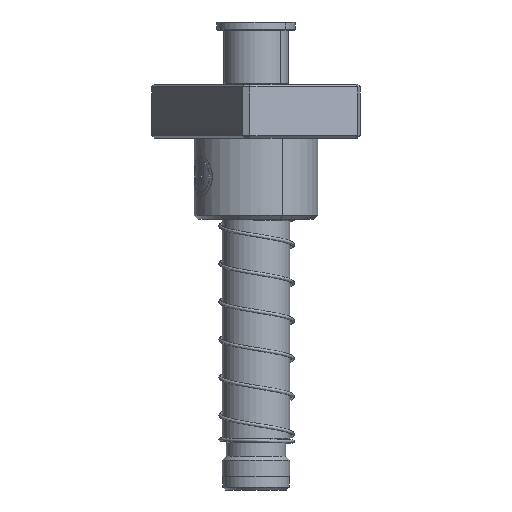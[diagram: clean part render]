
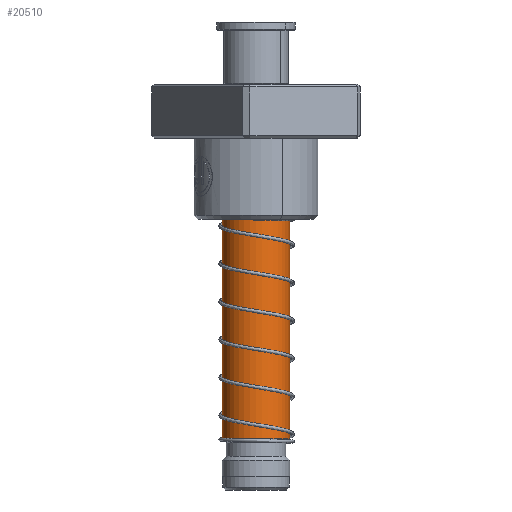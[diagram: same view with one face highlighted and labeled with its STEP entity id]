
A CAD part, front view. The second image highlights one B-rep face of the part: STEP entity #20510.
In plain terms, the highlighted cylindrical face has radius 12.5 mm (diameter 25 mm), a partial arc.
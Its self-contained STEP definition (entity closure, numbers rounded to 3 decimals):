
#2926 = ORIENTED_EDGE ( 'NONE', *, *, #27862, .T. ) ;
#5518 = DIRECTION ( 'NONE',  ( 0., 0., -1. ) ) ;
#8008 = EDGE_LOOP ( 'NONE', ( #15702, #2926, #38729, #36248 ) ) ;
#9300 = CYLINDRICAL_SURFACE ( 'NONE', #13616, 12.5 ) ;
#9587 = DIRECTION ( 'NONE',  ( 0., 0., -1. ) ) ;
#10140 = CARTESIAN_POINT ( 'NONE',  ( -12.5, 0., 19. ) ) ;
#11111 = VERTEX_POINT ( 'NONE', #10140 ) ;
#11590 = AXIS2_PLACEMENT_3D ( 'NONE', #12897, #9587, #16077 ) ;
#12497 = CARTESIAN_POINT ( 'NONE',  ( -12.5, 0., 150. ) ) ;
#12519 = DIRECTION ( 'NONE',  ( 1., 0., 0. ) ) ;
#12559 = DIRECTION ( 'NONE',  ( -1., 0., 0. ) ) ;
#12897 = CARTESIAN_POINT ( 'NONE',  ( 0., 0., 19. ) ) ;
#13035 = CARTESIAN_POINT ( 'NONE',  ( 12.5, 0., 150. ) ) ;
#13616 = AXIS2_PLACEMENT_3D ( 'NONE', #33119, #5518, #12559 ) ;
#15702 = ORIENTED_EDGE ( 'NONE', *, *, #19223, .F. ) ;
#16077 = DIRECTION ( 'NONE',  ( -1., 0., 0. ) ) ;
#19223 = EDGE_CURVE ( 'NONE', #25191, #22702, #23860, .T. ) ;
#20510 = ADVANCED_FACE ( 'NONE', ( #38296 ), #9300, .T. ) ;
#20567 = CIRCLE ( 'NONE', #11590, 12.5 ) ;
#22702 = VERTEX_POINT ( 'NONE', #35785 ) ;
#22897 = VECTOR ( 'NONE', #41642, 1000. ) ;
#23060 = DIRECTION ( 'NONE',  ( 0., 0., -1. ) ) ;
#23454 = CARTESIAN_POINT ( 'NONE',  ( 12.5, 0., 147.5 ) ) ;
#23860 = LINE ( 'NONE', #13035, #35110 ) ;
#25191 = VERTEX_POINT ( 'NONE', #23454 ) ;
#27862 = EDGE_CURVE ( 'NONE', #25191, #38299, #35363, .T. ) ;
#29634 = CARTESIAN_POINT ( 'NONE',  ( 0., 0., 147.5 ) ) ;
#33119 = CARTESIAN_POINT ( 'NONE',  ( 0., 0., 150. ) ) ;
#33531 = AXIS2_PLACEMENT_3D ( 'NONE', #29634, #23060, #12519 ) ;
#35110 = VECTOR ( 'NONE', #44090, 1000. ) ;
#35363 = CIRCLE ( 'NONE', #33531, 12.5 ) ;
#35785 = CARTESIAN_POINT ( 'NONE',  ( 12.5, 0., 19. ) ) ;
#35933 = EDGE_CURVE ( 'NONE', #38299, #11111, #36593, .T. ) ;
#36248 = ORIENTED_EDGE ( 'NONE', *, *, #42817, .F. ) ;
#36593 = LINE ( 'NONE', #12497, #22897 ) ;
#38296 = FACE_OUTER_BOUND ( 'NONE', #8008, .T. ) ;
#38299 = VERTEX_POINT ( 'NONE', #38517 ) ;
#38517 = CARTESIAN_POINT ( 'NONE',  ( -12.5, 0., 147.5 ) ) ;
#38729 = ORIENTED_EDGE ( 'NONE', *, *, #35933, .T. ) ;
#41642 = DIRECTION ( 'NONE',  ( 0., 0., -1. ) ) ;
#42817 = EDGE_CURVE ( 'NONE', #22702, #11111, #20567, .T. ) ;
#44090 = DIRECTION ( 'NONE',  ( 0., 0., -1. ) ) ;
